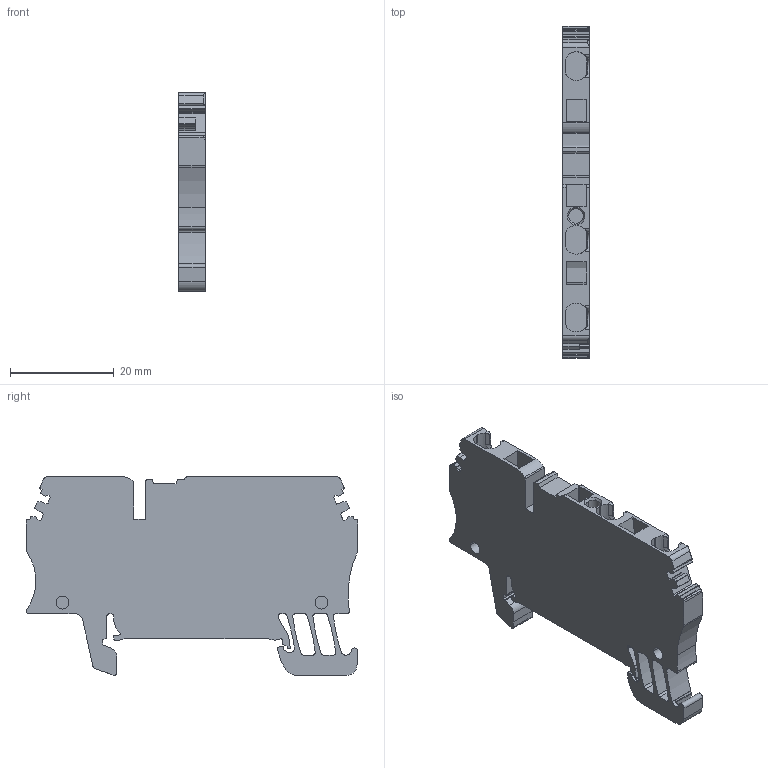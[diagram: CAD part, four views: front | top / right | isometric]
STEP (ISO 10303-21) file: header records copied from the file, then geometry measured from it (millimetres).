
FILE_DESCRIPTION(('CATIA V5 STEP Exchange','CAx-IF Rec.Pracs.--- Model Styling and Organization---1.4--- 2014-01-23'),'2;1');
FILE_NAME ('D1454003_1', '2021-02-18T08:49:56+00:00', ('none'), ('Weidmueller'), 'CATIA Version 5-6 Release 2016 SP3 HF44', 'CATIA V5 STEP AP214', 'none');
FILE_SCHEMA(('AUTOMOTIVE_DESIGN { 1 0 10303 214 1 1 1 1 }'));
Length unit declared in the file: millimetre
Products named in the file (1): 1636790000
Bounding box: 5.1 x 64.05 x 38.35 mm (x, y, z)
Volume: 8545.6 mm3; surface area: 6228.6 mm2
Topology: 1 solids, 1 shells, 352 faces, 991 edges, 647 vertices
Faces by surface type: plane 192, cylinder 135, cone 25
Entity records: 11283 total; most frequent: CARTESIAN_POINT 2394, ORIENTED_EDGE 1976, DIRECTION 1586, EDGE_CURVE 988, VECTOR 672, LINE 672, VERTEX_POINT 647, AXIS2_PLACEMENT_3D 590
